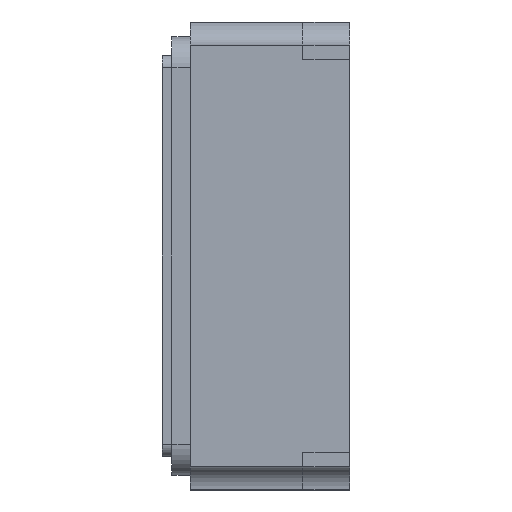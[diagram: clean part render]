
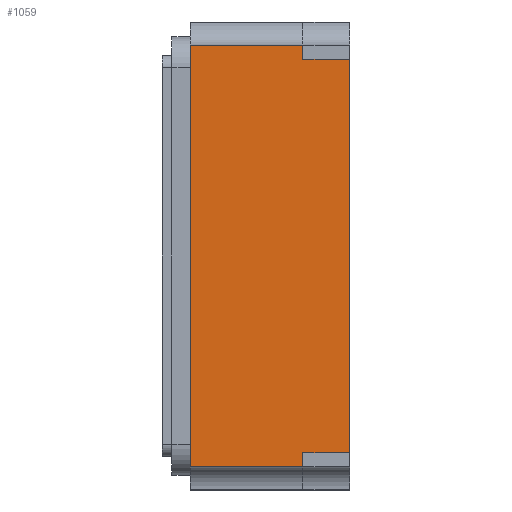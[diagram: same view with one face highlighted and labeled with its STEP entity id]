
A CAD part, left-side view. The second image highlights one B-rep face of the part: STEP entity #1059.
In plain terms, the highlighted planar face has unit normal (-1, 0, 0).
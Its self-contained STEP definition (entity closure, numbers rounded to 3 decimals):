
#119 = ORIENTED_EDGE ( 'NONE', *, *, #4303, .F. ) ;
#158 = CARTESIAN_POINT ( 'NONE',  ( -1.6, 0.95, 0. ) ) ;
#198 = CARTESIAN_POINT ( 'NONE',  ( -1.6, 0.25, -1.05 ) ) ;
#357 = VECTOR ( 'NONE', #1466, 1000. ) ;
#377 = LINE ( 'NONE', #1741, #4257 ) ;
#538 = DIRECTION ( 'NONE',  ( 0., -1., 0. ) ) ;
#543 = DIRECTION ( 'NONE',  ( 0., 0., 1. ) ) ;
#733 = DIRECTION ( 'NONE',  ( 0., -1., 0. ) ) ;
#931 = CARTESIAN_POINT ( 'NONE',  ( -1.6, 0., -1.05 ) ) ;
#958 = EDGE_CURVE ( 'NONE', #4298, #2337, #2118, .T. ) ;
#1000 = CARTESIAN_POINT ( 'NONE',  ( -1.6, 0.95, 1.125 ) ) ;
#1059 = ADVANCED_FACE ( 'NONE', ( #4061 ), #1194, .T. ) ;
#1123 = VERTEX_POINT ( 'NONE', #3774 ) ;
#1158 = DIRECTION ( 'NONE',  ( 0., 0., -1. ) ) ;
#1173 = LINE ( 'NONE', #1438, #357 ) ;
#1191 = CARTESIAN_POINT ( 'NONE',  ( -1.6, 0.25, 1.05 ) ) ;
#1194 = PLANE ( 'NONE',  #3641 ) ;
#1221 = ORIENTED_EDGE ( 'NONE', *, *, #2507, .T. ) ;
#1276 = DIRECTION ( 'NONE',  ( 0., 0., 1. ) ) ;
#1438 = CARTESIAN_POINT ( 'NONE',  ( -1.6, 0.25, -1.05 ) ) ;
#1463 = EDGE_CURVE ( 'NONE', #1123, #4298, #3737, .T. ) ;
#1466 = DIRECTION ( 'NONE',  ( 0., 0., -1. ) ) ;
#1500 = CARTESIAN_POINT ( 'NONE',  ( -1.6, 0.85, 1.125 ) ) ;
#1619 = EDGE_CURVE ( 'NONE', #2163, #3796, #3087, .T. ) ;
#1741 = CARTESIAN_POINT ( 'NONE',  ( -1.6, 0.25, 1.05 ) ) ;
#1758 = VECTOR ( 'NONE', #3403, 1000. ) ;
#1866 = CARTESIAN_POINT ( 'NONE',  ( -1.6, 0.25, -1.125 ) ) ;
#1918 = CARTESIAN_POINT ( 'NONE',  ( -1.6, 0.25, -1.05 ) ) ;
#2007 = VECTOR ( 'NONE', #538, 1000. ) ;
#2106 = LINE ( 'NONE', #1918, #4202 ) ;
#2118 = LINE ( 'NONE', #2178, #2461 ) ;
#2163 = VERTEX_POINT ( 'NONE', #2576 ) ;
#2168 = VECTOR ( 'NONE', #1276, 1000. ) ;
#2178 = CARTESIAN_POINT ( 'NONE',  ( -1.6, 0., 0. ) ) ;
#2210 = VECTOR ( 'NONE', #733, 1000. ) ;
#2215 = DIRECTION ( 'NONE',  ( -1., 0., 0. ) ) ;
#2337 = VERTEX_POINT ( 'NONE', #931 ) ;
#2378 = ORIENTED_EDGE ( 'NONE', *, *, #4389, .F. ) ;
#2461 = VECTOR ( 'NONE', #1158, 1000. ) ;
#2466 = ORIENTED_EDGE ( 'NONE', *, *, #3225, .T. ) ;
#2483 = VERTEX_POINT ( 'NONE', #198 ) ;
#2507 = EDGE_CURVE ( 'NONE', #2483, #2337, #2106, .T. ) ;
#2576 = CARTESIAN_POINT ( 'NONE',  ( -1.6, 0.85, -1.125 ) ) ;
#2738 = EDGE_CURVE ( 'NONE', #2781, #1123, #377, .T. ) ;
#2781 = VERTEX_POINT ( 'NONE', #3863 ) ;
#2842 = CARTESIAN_POINT ( 'NONE',  ( -1.6, 0., 1.05 ) ) ;
#3087 = LINE ( 'NONE', #3694, #2168 ) ;
#3172 = CARTESIAN_POINT ( 'NONE',  ( -1.6, 0.95, -1.125 ) ) ;
#3225 = EDGE_CURVE ( 'NONE', #2163, #4045, #3235, .T. ) ;
#3235 = LINE ( 'NONE', #3172, #2210 ) ;
#3282 = EDGE_LOOP ( 'NONE', ( #1221, #3566, #3595, #3511, #2378, #4384, #2466, #119 ) ) ;
#3317 = LINE ( 'NONE', #1000, #1758 ) ;
#3403 = DIRECTION ( 'NONE',  ( 0., -1., 0. ) ) ;
#3511 = ORIENTED_EDGE ( 'NONE', *, *, #2738, .F. ) ;
#3566 = ORIENTED_EDGE ( 'NONE', *, *, #958, .F. ) ;
#3595 = ORIENTED_EDGE ( 'NONE', *, *, #1463, .F. ) ;
#3641 = AXIS2_PLACEMENT_3D ( 'NONE', #158, #2215, #543 ) ;
#3694 = CARTESIAN_POINT ( 'NONE',  ( -1.6, 0.85, -1.125 ) ) ;
#3737 = LINE ( 'NONE', #1191, #2007 ) ;
#3774 = CARTESIAN_POINT ( 'NONE',  ( -1.6, 0.25, 1.05 ) ) ;
#3796 = VERTEX_POINT ( 'NONE', #1500 ) ;
#3863 = CARTESIAN_POINT ( 'NONE',  ( -1.6, 0.25, 1.125 ) ) ;
#3966 = DIRECTION ( 'NONE',  ( 0., -1., 0. ) ) ;
#4045 = VERTEX_POINT ( 'NONE', #1866 ) ;
#4061 = FACE_OUTER_BOUND ( 'NONE', #3282, .T. ) ;
#4113 = DIRECTION ( 'NONE',  ( 0., 0., -1. ) ) ;
#4202 = VECTOR ( 'NONE', #3966, 1000. ) ;
#4257 = VECTOR ( 'NONE', #4113, 1000. ) ;
#4298 = VERTEX_POINT ( 'NONE', #2842 ) ;
#4303 = EDGE_CURVE ( 'NONE', #2483, #4045, #1173, .T. ) ;
#4384 = ORIENTED_EDGE ( 'NONE', *, *, #1619, .F. ) ;
#4389 = EDGE_CURVE ( 'NONE', #3796, #2781, #3317, .T. ) ;
